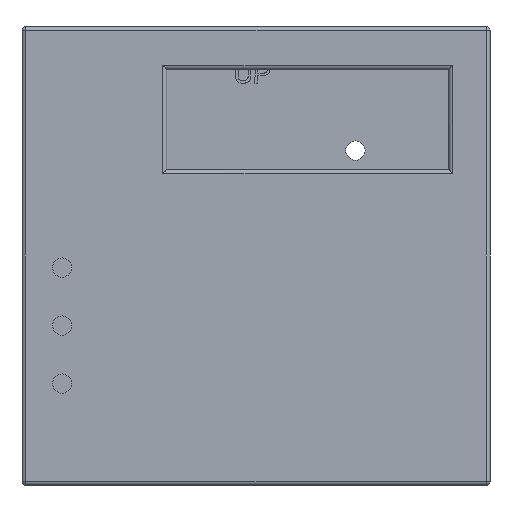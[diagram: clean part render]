
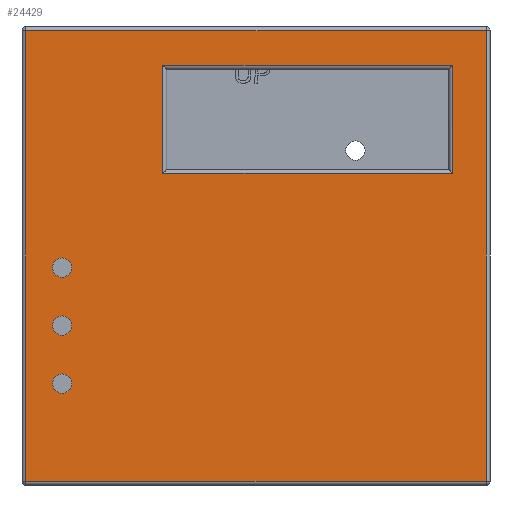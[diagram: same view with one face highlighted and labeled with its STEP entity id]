
A CAD part, front view. The second image highlights one B-rep face of the part: STEP entity #24429.
In plain terms, the highlighted planar face has unit normal (0, -1, 0).
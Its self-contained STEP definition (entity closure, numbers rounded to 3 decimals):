
#2210=FACE_BOUND('',#5477,.T.);
#2211=FACE_BOUND('',#5478,.T.);
#2212=FACE_BOUND('',#5479,.T.);
#2213=FACE_BOUND('',#5480,.T.);
#2751=PLANE('',#25215);
#4053=FACE_OUTER_BOUND('',#5476,.T.);
#5476=EDGE_LOOP('',(#22905,#22906,#22907,#22908));
#5477=EDGE_LOOP('',(#22909,#22910,#22911,#22912));
#5478=EDGE_LOOP('',(#22913));
#5479=EDGE_LOOP('',(#22914));
#5480=EDGE_LOOP('',(#22915));
#7562=LINE('',#47819,#9645);
#7565=LINE('',#47823,#9648);
#7569=LINE('',#47835,#9652);
#7570=LINE('',#47837,#9653);
#7577=LINE('',#47856,#9660);
#7578=LINE('',#47858,#9661);
#7579=LINE('',#47860,#9662);
#7580=LINE('',#47861,#9663);
#9645=VECTOR('',#28747,10.);
#9648=VECTOR('',#28752,10.);
#9652=VECTOR('',#28766,10.);
#9653=VECTOR('',#28769,10.);
#9660=VECTOR('',#28790,10.);
#9661=VECTOR('',#28791,10.);
#9662=VECTOR('',#28792,10.);
#9663=VECTOR('',#28793,10.);
#9828=CIRCLE('',#25216,2.5);
#9829=CIRCLE('',#25217,2.5);
#9830=CIRCLE('',#25218,2.5);
#12194=VERTEX_POINT('',#47795);
#12197=VERTEX_POINT('',#47802);
#12198=VERTEX_POINT('',#47806);
#12202=VERTEX_POINT('',#47815);
#12209=VERTEX_POINT('',#47854);
#12210=VERTEX_POINT('',#47855);
#12211=VERTEX_POINT('',#47857);
#12212=VERTEX_POINT('',#47859);
#12213=VERTEX_POINT('',#47862);
#12214=VERTEX_POINT('',#47864);
#12215=VERTEX_POINT('',#47866);
#15776=EDGE_CURVE('',#12198,#12202,#7562,.T.);
#15779=EDGE_CURVE('',#12202,#12197,#7565,.T.);
#15785=EDGE_CURVE('',#12194,#12198,#7569,.T.);
#15786=EDGE_CURVE('',#12197,#12194,#7570,.T.);
#15795=EDGE_CURVE('',#12209,#12210,#7577,.T.);
#15796=EDGE_CURVE('',#12211,#12209,#7578,.T.);
#15797=EDGE_CURVE('',#12212,#12211,#7579,.T.);
#15798=EDGE_CURVE('',#12210,#12212,#7580,.T.);
#15799=EDGE_CURVE('',#12213,#12213,#9828,.T.);
#15800=EDGE_CURVE('',#12214,#12214,#9829,.T.);
#15801=EDGE_CURVE('',#12215,#12215,#9830,.T.);
#22905=ORIENTED_EDGE('',*,*,#15776,.F.);
#22906=ORIENTED_EDGE('',*,*,#15785,.F.);
#22907=ORIENTED_EDGE('',*,*,#15786,.F.);
#22908=ORIENTED_EDGE('',*,*,#15779,.F.);
#22909=ORIENTED_EDGE('',*,*,#15795,.F.);
#22910=ORIENTED_EDGE('',*,*,#15796,.F.);
#22911=ORIENTED_EDGE('',*,*,#15797,.F.);
#22912=ORIENTED_EDGE('',*,*,#15798,.F.);
#22913=ORIENTED_EDGE('',*,*,#15799,.T.);
#22914=ORIENTED_EDGE('',*,*,#15800,.T.);
#22915=ORIENTED_EDGE('',*,*,#15801,.T.);
#24429=ADVANCED_FACE('',(#4053,#2210,#2211,#2212,#2213),#2751,.F.);
#25215=AXIS2_PLACEMENT_3D('',#47853,#28788,#28789);
#25216=AXIS2_PLACEMENT_3D('',#47863,#28794,#28795);
#25217=AXIS2_PLACEMENT_3D('',#47865,#28796,#28797);
#25218=AXIS2_PLACEMENT_3D('',#47867,#28798,#28799);
#28747=DIRECTION('',(1.,0.,0.));
#28752=DIRECTION('',(0.,0.,-1.));
#28766=DIRECTION('',(0.,0.,1.));
#28769=DIRECTION('',(-1.,0.,0.));
#28788=DIRECTION('center_axis',(0.,1.,0.));
#28789=DIRECTION('ref_axis',(1.,0.,0.));
#28790=DIRECTION('',(-1.,0.,0.));
#28791=DIRECTION('',(0.,0.,1.));
#28792=DIRECTION('',(1.,0.,0.));
#28793=DIRECTION('',(0.,0.,-1.));
#28794=DIRECTION('center_axis',(0.,1.,0.));
#28795=DIRECTION('ref_axis',(1.,0.,0.));
#28796=DIRECTION('center_axis',(0.,1.,0.));
#28797=DIRECTION('ref_axis',(1.,0.,0.));
#28798=DIRECTION('center_axis',(0.,1.,0.));
#28799=DIRECTION('ref_axis',(1.,0.,0.));
#47795=CARTESIAN_POINT('',(-72.934,0.,-38.688));
#47802=CARTESIAN_POINT('',(46.188,0.,-38.688));
#47806=CARTESIAN_POINT('',(-72.934,0.,77.968));
#47815=CARTESIAN_POINT('',(46.188,0.,77.968));
#47819=CARTESIAN_POINT('',(-43.653,0.,77.968));
#47823=CARTESIAN_POINT('',(46.188,0.,49.304));
#47835=CARTESIAN_POINT('',(-72.934,0.,-10.024));
#47837=CARTESIAN_POINT('',(16.908,0.,-38.688));
#47853=CARTESIAN_POINT('Origin',(-13.373,0.,19.64));
#47854=CARTESIAN_POINT('',(37.5,0.,69.));
#47855=CARTESIAN_POINT('',(-37.5,0.,69.));
#47856=CARTESIAN_POINT('',(-24.936,0.,69.));
#47857=CARTESIAN_POINT('',(37.5,0.,41.));
#47858=CARTESIAN_POINT('',(37.5,0.,43.82));
#47859=CARTESIAN_POINT('',(-37.5,0.,41.));
#47860=CARTESIAN_POINT('',(11.564,0.,41.));
#47861=CARTESIAN_POINT('',(-37.5,0.,30.82));
#47862=CARTESIAN_POINT('',(-66.049,0.,16.629));
#47863=CARTESIAN_POINT('Origin',(-63.549,0.,16.629));
#47864=CARTESIAN_POINT('',(-66.049,0.,1.629));
#47865=CARTESIAN_POINT('Origin',(-63.549,0.,1.629));
#47866=CARTESIAN_POINT('',(-66.049,0.,-13.371));
#47867=CARTESIAN_POINT('Origin',(-63.549,0.,-13.371));
